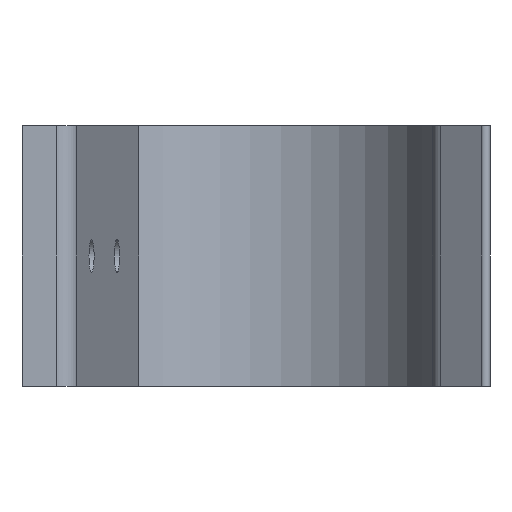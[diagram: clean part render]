
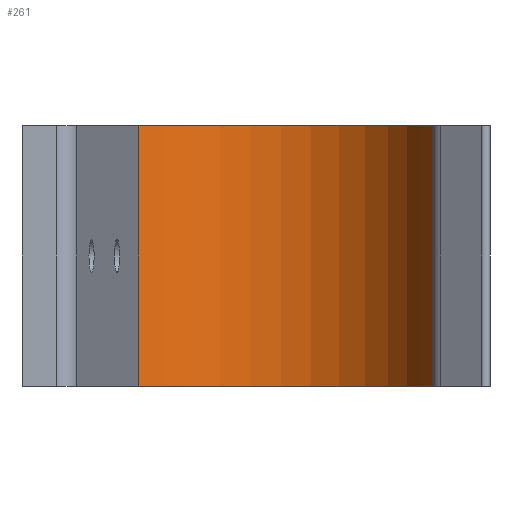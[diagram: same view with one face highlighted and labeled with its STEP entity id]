
A CAD part, front view. The second image highlights one B-rep face of the part: STEP entity #261.
In plain terms, the highlighted cylindrical face has radius 17.5 mm (diameter 35 mm), a partial arc.
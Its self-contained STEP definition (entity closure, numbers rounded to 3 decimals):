
#33=FACE_OUTER_BOUND('',#47,.T.);
#47=EDGE_LOOP('',(#211,#212,#213,#214));
#73=LINE('',#459,#93);
#74=LINE('',#463,#94);
#93=VECTOR('',#378,10.);
#94=VECTOR('',#383,10.);
#106=CIRCLE('',#303,17.5);
#110=CIRCLE('',#312,17.5);
#126=VERTEX_POINT('',#435);
#127=VERTEX_POINT('',#437);
#133=VERTEX_POINT('',#457);
#134=VERTEX_POINT('',#461);
#153=EDGE_CURVE('',#127,#126,#106,.T.);
#164=EDGE_CURVE('',#126,#133,#73,.T.);
#165=EDGE_CURVE('',#134,#133,#110,.T.);
#166=EDGE_CURVE('',#127,#134,#74,.T.);
#211=ORIENTED_EDGE('',*,*,#153,.T.);
#212=ORIENTED_EDGE('',*,*,#164,.T.);
#213=ORIENTED_EDGE('',*,*,#165,.F.);
#214=ORIENTED_EDGE('',*,*,#166,.F.);
#250=CYLINDRICAL_SURFACE('',#311,17.5);
#261=ADVANCED_FACE('',(#33),#250,.F.);
#303=AXIS2_PLACEMENT_3D('',#438,#355,#356);
#311=AXIS2_PLACEMENT_3D('',#460,#379,#380);
#312=AXIS2_PLACEMENT_3D('',#462,#381,#382);
#355=DIRECTION('center_axis',(0.,0.,-1.));
#356=DIRECTION('ref_axis',(-0.968,-0.252,0.));
#378=DIRECTION('',(0.,0.,1.));
#379=DIRECTION('center_axis',(0.,0.,1.));
#380=DIRECTION('ref_axis',(-0.968,-0.252,0.));
#381=DIRECTION('center_axis',(0.,0.,-1.));
#382=DIRECTION('ref_axis',(-0.968,-0.252,0.));
#383=DIRECTION('',(0.,0.,1.));
#435=CARTESIAN_POINT('',(16.937,4.403,0.));
#437=CARTESIAN_POINT('',(-11.931,-12.803,0.));
#438=CARTESIAN_POINT('Origin',(0.,0.,0.));
#457=CARTESIAN_POINT('',(16.937,4.403,25.));
#459=CARTESIAN_POINT('',(16.937,4.403,0.));
#460=CARTESIAN_POINT('Origin',(0.,0.,0.));
#461=CARTESIAN_POINT('',(-11.931,-12.803,25.));
#462=CARTESIAN_POINT('Origin',(0.,0.,25.));
#463=CARTESIAN_POINT('',(-11.931,-12.803,0.));
